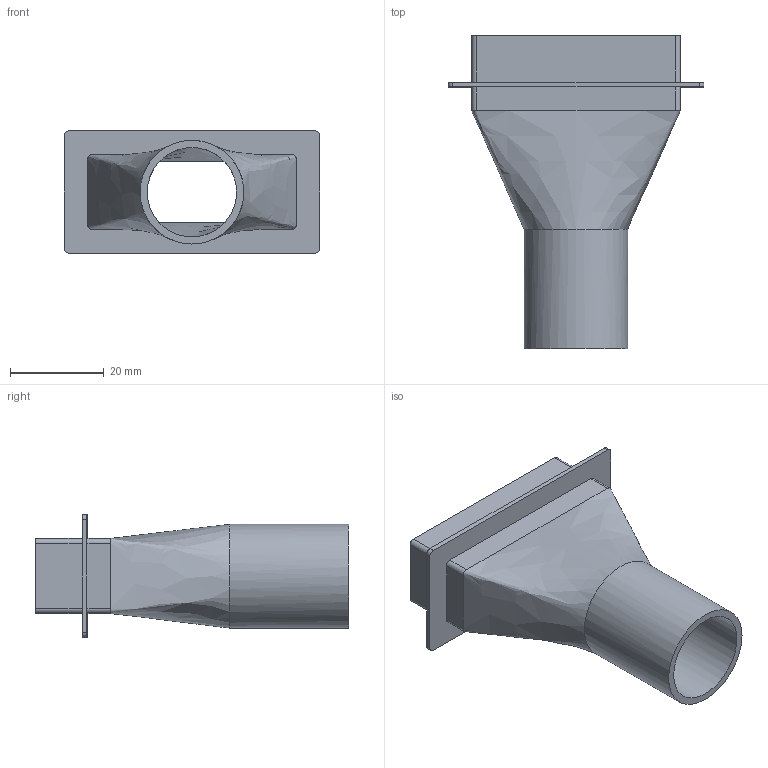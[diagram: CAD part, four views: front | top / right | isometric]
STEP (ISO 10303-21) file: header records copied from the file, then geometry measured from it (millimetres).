
FILE_DESCRIPTION(/* description */ (''),/* implementation_level */ '2;1');
FILE_NAME(/* name */ 'blower outlet adapter.step',/* time_stamp */ '2020-10-05T16:06:08-04:00',/* author */ (''),/* organization */ (''),/* preprocessor_version */ 'ST-DEVELOPER v18.1',/* originating_system */ 'Autodesk Translation Framework v9.3.0.1241',/* authorisation */ '');
FILE_SCHEMA (('AUTOMOTIVE_DESIGN { 1 0 10303 214 3 1 1 }'));
Length unit declared in the file: millimetre
Products named in the file (2): Blower Assembly; Blower Adapter v1
Assembly tree (1 placements, depth 2):
  Blower Assembly
    Blower Adapter v1
Bounding box: 54.5 x 66.76 x 26 mm (x, y, z)
Volume: 9680.9 mm3; surface area: 13206 mm2
Topology: 1 solids, 1 shells, 39 faces, 116 edges, 81 vertices
Faces by surface type: plane 20, cylinder 14, bspline 5
Full cylindrical faces by diameter (mm): 19.05 x1, 22.1 x1
Entity records: 1828 total; most frequent: CARTESIAN_POINT 717, ORIENTED_EDGE 232, DIRECTION 213, EDGE_CURVE 116, VERTEX_POINT 81, AXIS2_PLACEMENT_3D 73, LINE 67, VECTOR 67
